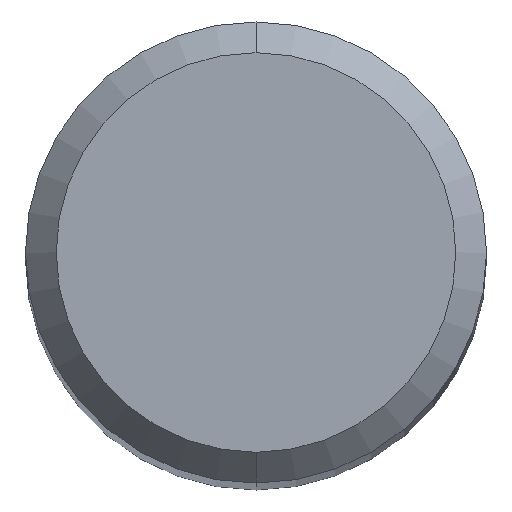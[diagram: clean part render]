
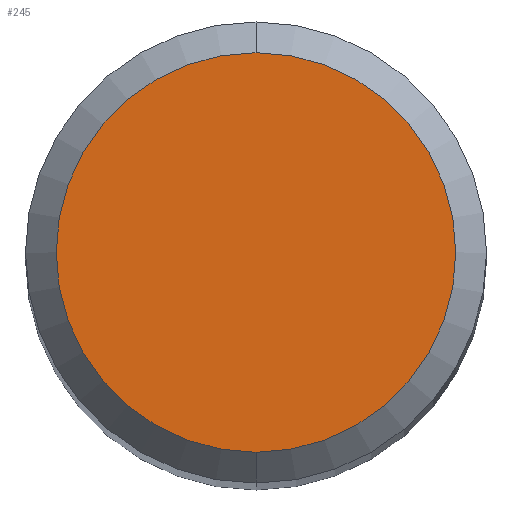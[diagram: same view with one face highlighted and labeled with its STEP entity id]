
A CAD part, top view. The second image highlights one B-rep face of the part: STEP entity #245.
In plain terms, the highlighted planar face has unit normal (0, 0, 1).
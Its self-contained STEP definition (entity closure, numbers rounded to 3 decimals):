
#201=EDGE_CURVE('',#449,#237,#512,.T.);
#237=VERTEX_POINT('',#551);
#245=ADVANCED_FACE('',(#560),#561,.T.);
#405=EDGE_CURVE('',#237,#449,#737,.T.);
#449=VERTEX_POINT('',#785);
#512=CIRCLE('',#859,2.6);
#551=CARTESIAN_POINT('',(0.,-2.6,0.0));
#560=FACE_OUTER_BOUND('',#994,.T.);
#561=PLANE('',#995);
#737=CIRCLE('',#1300,2.6);
#785=CARTESIAN_POINT('',(0.0,2.6,0.0));
#859=AXIS2_PLACEMENT_3D('',#1481,#1482,#1483);
#994=EDGE_LOOP('',(#1537,#1538));
#995=AXIS2_PLACEMENT_3D('',#1539,#1540,#1541);
#1300=AXIS2_PLACEMENT_3D('',#1737,#1738,#1739);
#1481=CARTESIAN_POINT('',(0.0,0.0,0.0));
#1482=DIRECTION('',(0.0,0.0,-1.0));
#1483=DIRECTION('',(0.0,1.0,0.0));
#1537=ORIENTED_EDGE('',*,*,#201,.F.);
#1538=ORIENTED_EDGE('',*,*,#405,.F.);
#1539=CARTESIAN_POINT('',(0.0,1.3,0.0));
#1540=DIRECTION('',(-0.0,0.0,1.0));
#1541=DIRECTION('',(0.0,-1.0,0.0));
#1737=CARTESIAN_POINT('',(0.0,0.0,0.0));
#1738=DIRECTION('',(0.0,0.0,-1.0));
#1739=DIRECTION('',(0.0,1.0,0.0));
